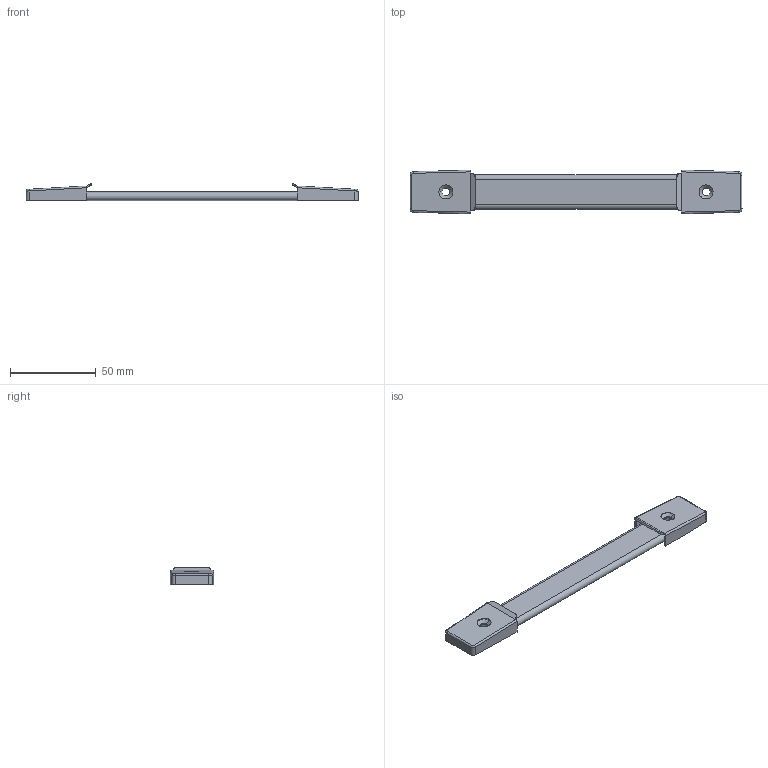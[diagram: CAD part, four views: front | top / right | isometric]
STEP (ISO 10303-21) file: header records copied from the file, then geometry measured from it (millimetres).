
FILE_DESCRIPTION( (''), '2;1');
FILE_NAME ('PC007.4308.THA_318B_1_1661.stp','2025-06-30T13:22:26',(''),(''),'spGate 19.8.4 (****-****-****-****)','','');
FILE_SCHEMA (('AUTOMOTIVE_DESIGN'));
Length unit declared in the file: millimetre
Products named in the file (4): Assembly; bracket; leaf spring; grip
Assembly tree (4 placements, depth 2):
  Assembly
    bracket  x2
    leaf spring
    grip
Bounding box: 194 x 25.5 x 10 mm (x, y, z)
Volume: 18468.1 mm3; surface area: 26433.6 mm2
Topology: 4 solids, 4 shells, 116 faces, 294 edges, 186 vertices
Faces by surface type: plane 56, cylinder 44, bspline 16
Entity records: 4176 total; most frequent: CARTESIAN_POINT 586, ORIENTED_EDGE 402, DIRECTION 378, COLOUR_RGB 282, PRESENTATION_STYLE_ASSIGNMENT 282, STYLED_ITEM 282, EDGE_CURVE 201, DRAUGHTING_PRE_DEFINED_CURVE_FONT 201
